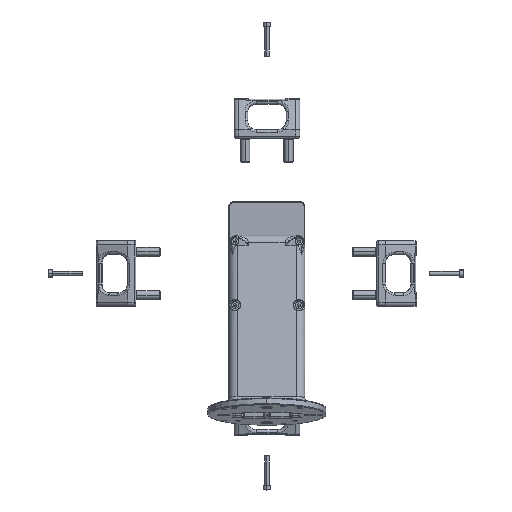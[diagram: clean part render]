
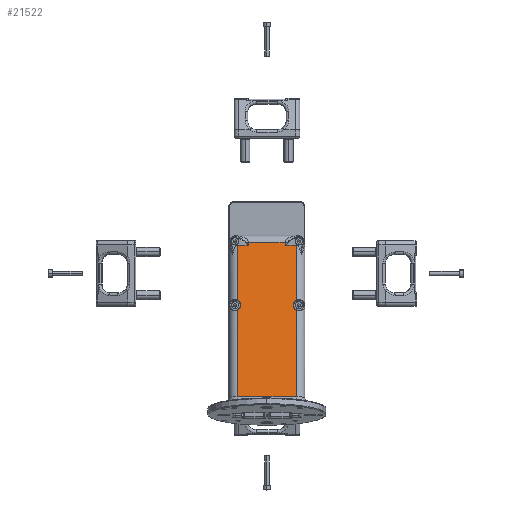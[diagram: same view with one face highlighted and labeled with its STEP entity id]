
A CAD part, top view. The second image highlights one B-rep face of the part: STEP entity #21522.
In plain terms, the highlighted planar face has unit normal (0, 0.174, 0.985).
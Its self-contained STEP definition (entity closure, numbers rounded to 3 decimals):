
#89 = ORIENTED_EDGE ( 'NONE', *, *, #29692, .T. ) ;
#543 = FACE_OUTER_BOUND ( 'NONE', #3301, .T. ) ;
#662 = VERTEX_POINT ( 'NONE', #11967 ) ;
#766 = ORIENTED_EDGE ( 'NONE', *, *, #23498, .T. ) ;
#826 = B_SPLINE_CURVE_WITH_KNOTS ( 'NONE', 3,
 ( #17231, #3367, #3849, #31427 ),
 .UNSPECIFIED., .F., .F.,
 ( 4, 4 ),
 ( 0., 0.001 ),
 .UNSPECIFIED. ) ;
#912 = VERTEX_POINT ( 'NONE', #15874 ) ;
#1434 = CARTESIAN_POINT ( 'NONE',  ( -34.14, -152.822, 71.03 ) ) ;
#1637 = VERTEX_POINT ( 'NONE', #32567 ) ;
#1906 = EDGE_CURVE ( 'NONE', #33542, #13007, #35504, .T. ) ;
#2200 = VERTEX_POINT ( 'NONE', #25096 ) ;
#2356 = DIRECTION ( 'NONE',  ( 0., 0.985, -0.174 ) ) ;
#3281 = CARTESIAN_POINT ( 'NONE',  ( 21.749, 32.797, 38.3 ) ) ;
#3301 = EDGE_LOOP ( 'NONE', ( #12900, #766, #29548, #34492, #12436, #17192, #3691, #5205, #5837, #6909, #89, #9370, #9320, #19468 ) ) ;
#3367 = CARTESIAN_POINT ( 'NONE',  ( -21.363, 32.828, 38.295 ) ) ;
#3533 = CARTESIAN_POINT ( 'NONE',  ( 21.362, 32.828, 38.295 ) ) ;
#3691 = ORIENTED_EDGE ( 'NONE', *, *, #27809, .T. ) ;
#3849 = CARTESIAN_POINT ( 'NONE',  ( -21.556, 32.797, 38.3 ) ) ;
#3861 = VECTOR ( 'NONE', #32541, 1000. ) ;
#5193 = CARTESIAN_POINT ( 'NONE',  ( -21.012, 35.876, 37.757 ) ) ;
#5205 = ORIENTED_EDGE ( 'NONE', *, *, #29886, .T. ) ;
#5342 = LINE ( 'NONE', #10833, #25700 ) ;
#5837 = ORIENTED_EDGE ( 'NONE', *, *, #16756, .T. ) ;
#6393 = VERTEX_POINT ( 'NONE', #21456 ) ;
#6833 = DIRECTION ( 'NONE',  ( 0., -0.985, 0.174 ) ) ;
#6909 = ORIENTED_EDGE ( 'NONE', *, *, #16265, .T. ) ;
#6997 = CARTESIAN_POINT ( 'NONE',  ( 21.178, 32.884, 38.285 ) ) ;
#7086 = CARTESIAN_POINT ( 'NONE',  ( 0., 7.539, 42.754 ) ) ;
#7112 = VECTOR ( 'NONE', #33935, 1000. ) ;
#7450 = VERTEX_POINT ( 'NONE', #33180 ) ;
#7646 = CARTESIAN_POINT ( 'NONE',  ( -21.178, 32.884, 38.285 ) ) ;
#7710 = CARTESIAN_POINT ( 'NONE',  ( -34.14, -31.076, 49.563 ) ) ;
#8133 = CARTESIAN_POINT ( 'NONE',  ( 34.14, 34.14, 38.063 ) ) ;
#8844 = VECTOR ( 'NONE', #26336, 1000. ) ;
#9320 = ORIENTED_EDGE ( 'NONE', *, *, #16452, .T. ) ;
#9370 = ORIENTED_EDGE ( 'NONE', *, *, #21256, .T. ) ;
#9475 = DIRECTION ( 'NONE',  ( -1., 0., 0. ) ) ;
#9805 = CARTESIAN_POINT ( 'NONE',  ( 20.973, 34.875, 37.934 ) ) ;
#9896 = PLANE ( 'NONE',  #12408 ) ;
#10325 = CARTESIAN_POINT ( 'NONE',  ( 0., -142.973, 69.293 ) ) ;
#10364 = CARTESIAN_POINT ( 'NONE',  ( -34.14, -31.076, 49.563 ) ) ;
#10366 = B_SPLINE_CURVE_WITH_KNOTS ( 'NONE', 3,
 ( #3281, #31223, #3533, #20035 ),
 .UNSPECIFIED., .F., .F.,
 ( 4, 4 ),
 ( 0., 0.001 ),
 .UNSPECIFIED. ) ;
#10584 = LINE ( 'NONE', #21093, #8844 ) ;
#10833 = CARTESIAN_POINT ( 'NONE',  ( 34.14, 34.14, 38.063 ) ) ;
#11823 = LINE ( 'NONE', #13880, #13533 ) ;
#11967 = CARTESIAN_POINT ( 'NONE',  ( -34.14, -142.973, 69.293 ) ) ;
#12275 = CARTESIAN_POINT ( 'NONE',  ( -20.973, 34.875, 37.934 ) ) ;
#12408 = AXIS2_PLACEMENT_3D ( 'NONE', #7086, #34663, #6833 ) ;
#12436 = ORIENTED_EDGE ( 'NONE', *, *, #26077, .T. ) ;
#12449 = CARTESIAN_POINT ( 'NONE',  ( 28.564, -40.018, 51.139 ) ) ;
#12737 = CARTESIAN_POINT ( 'NONE',  ( -21.029, 33.875, 38.11 ) ) ;
#12900 = ORIENTED_EDGE ( 'NONE', *, *, #35053, .T. ) ;
#13007 = VERTEX_POINT ( 'NONE', #23225 ) ;
#13533 = VECTOR ( 'NONE', #27651, 1000. ) ;
#13880 = CARTESIAN_POINT ( 'NONE',  ( 0., 32.797, 38.3 ) ) ;
#14562 = VERTEX_POINT ( 'NONE', #7710 ) ;
#14968 = VECTOR ( 'NONE', #30146, 1000. ) ;
#15051 = CARTESIAN_POINT ( 'NONE',  ( 34.14, -31.076, 49.563 ) ) ;
#15874 = CARTESIAN_POINT ( 'NONE',  ( 21.012, 35.876, 37.757 ) ) ;
#16003 = EDGE_CURVE ( 'NONE', #14562, #7450, #20612, .T. ) ;
#16265 = EDGE_CURVE ( 'NONE', #20871, #30393, #25089, .T. ) ;
#16452 = EDGE_CURVE ( 'NONE', #2200, #14562, #10584, .T. ) ;
#16756 = EDGE_CURVE ( 'NONE', #912, #20871, #26126, .T. ) ;
#16973 = EDGE_CURVE ( 'NONE', #1637, #33542, #5342, .T. ) ;
#17188 = VERTEX_POINT ( 'NONE', #25562 ) ;
#17192 = ORIENTED_EDGE ( 'NONE', *, *, #30675, .T. ) ;
#17231 = CARTESIAN_POINT ( 'NONE',  ( -21.178, 32.884, 38.285 ) ) ;
#17869 = CARTESIAN_POINT ( 'NONE',  ( 0., 32.797, 38.3 ) ) ;
#19468 = ORIENTED_EDGE ( 'NONE', *, *, #16003, .T. ) ;
#20035 = CARTESIAN_POINT ( 'NONE',  ( 21.178, 32.884, 38.285 ) ) ;
#20373 = CARTESIAN_POINT ( 'NONE',  ( 28.564, -33.808, 50.044 ) ) ;
#20381 =( BOUNDED_CURVE ( )  B_SPLINE_CURVE ( 3, ( #6997, #26323, #9805, #20590 ),
 .UNSPECIFIED., .F., .F. ) 
 B_SPLINE_CURVE_WITH_KNOTS ( ( 4, 4 ),
 ( 4.563, 4.751 ),
 .UNSPECIFIED. ) 
 CURVE ( )  GEOMETRIC_REPRESENTATION_ITEM ( )  RATIONAL_B_SPLINE_CURVE ( ( 1., 0.997, 0.997, 1. ) ) 
 REPRESENTATION_ITEM ( '' )  );
#20590 = CARTESIAN_POINT ( 'NONE',  ( 21.012, 35.876, 37.757 ) ) ;
#20612 =( BOUNDED_CURVE ( )  B_SPLINE_CURVE ( 3, ( #10364, #32448, #34995, #34770 ),
 .UNSPECIFIED., .F., .F. ) 
 B_SPLINE_CURVE_WITH_KNOTS ( ( 4, 4 ),
 ( 0.456, 2.686 ),
 .UNSPECIFIED. ) 
 CURVE ( )  GEOMETRIC_REPRESENTATION_ITEM ( )  RATIONAL_B_SPLINE_CURVE ( ( 1., 0.627, 0.627, 1. ) ) 
 REPRESENTATION_ITEM ( '' )  );
#20871 = VERTEX_POINT ( 'NONE', #5193 ) ;
#21093 = CARTESIAN_POINT ( 'NONE',  ( -34.14, -152.822, 71.03 ) ) ;
#21256 = EDGE_CURVE ( 'NONE', #17188, #2200, #11823, .T. ) ;
#21456 = CARTESIAN_POINT ( 'NONE',  ( 34.14, 32.797, 38.3 ) ) ;
#21522 = ADVANCED_FACE ( 'NONE', ( #543 ), #9896, .T. ) ;
#23225 = CARTESIAN_POINT ( 'NONE',  ( 34.14, -31.076, 49.563 ) ) ;
#23498 = EDGE_CURVE ( 'NONE', #662, #1637, #25056, .T. ) ;
#25056 = LINE ( 'NONE', #10325, #3861 ) ;
#25089 =( BOUNDED_CURVE ( )  B_SPLINE_CURVE ( 3, ( #26037, #12275, #12737, #29058 ),
 .UNSPECIFIED., .F., .F. ) 
 B_SPLINE_CURVE_WITH_KNOTS ( ( 4, 4 ),
 ( 1.532, 1.72 ),
 .UNSPECIFIED. ) 
 CURVE ( )  GEOMETRIC_REPRESENTATION_ITEM ( )  RATIONAL_B_SPLINE_CURVE ( ( 1., 0.997, 0.997, 1. ) ) 
 REPRESENTATION_ITEM ( '' )  );
#25096 = CARTESIAN_POINT ( 'NONE',  ( -34.14, 32.797, 38.3 ) ) ;
#25365 = LINE ( 'NONE', #1434, #34870 ) ;
#25562 = CARTESIAN_POINT ( 'NONE',  ( -21.749, 32.797, 38.3 ) ) ;
#25700 = VECTOR ( 'NONE', #2356, 1000. ) ;
#25826 = CARTESIAN_POINT ( 'NONE',  ( -34.14, 35.876, 37.757 ) ) ;
#25960 = CARTESIAN_POINT ( 'NONE',  ( 34.14, -42.75, 51.621 ) ) ;
#26037 = CARTESIAN_POINT ( 'NONE',  ( -21.012, 35.876, 37.757 ) ) ;
#26077 = EDGE_CURVE ( 'NONE', #13007, #6393, #30586, .T. ) ;
#26126 = LINE ( 'NONE', #25826, #7112 ) ;
#26323 = CARTESIAN_POINT ( 'NONE',  ( 21.029, 33.875, 38.11 ) ) ;
#26336 = DIRECTION ( 'NONE',  ( 0., -0.985, 0.174 ) ) ;
#26662 = CARTESIAN_POINT ( 'NONE',  ( 21.749, 32.797, 38.3 ) ) ;
#27013 = VERTEX_POINT ( 'NONE', #26662 ) ;
#27651 = DIRECTION ( 'NONE',  ( -1., 0., 0. ) ) ;
#27809 = EDGE_CURVE ( 'NONE', #27013, #27850, #10366, .T. ) ;
#27850 = VERTEX_POINT ( 'NONE', #33753 ) ;
#28741 = CARTESIAN_POINT ( 'NONE',  ( 34.14, -42.75, 51.621 ) ) ;
#29058 = CARTESIAN_POINT ( 'NONE',  ( -21.178, 32.884, 38.285 ) ) ;
#29548 = ORIENTED_EDGE ( 'NONE', *, *, #16973, .T. ) ;
#29692 = EDGE_CURVE ( 'NONE', #30393, #17188, #826, .T. ) ;
#29886 = EDGE_CURVE ( 'NONE', #27850, #912, #20381, .T. ) ;
#30146 = DIRECTION ( 'NONE',  ( 0., 0.985, -0.174 ) ) ;
#30334 = LINE ( 'NONE', #17869, #32079 ) ;
#30393 = VERTEX_POINT ( 'NONE', #7646 ) ;
#30586 = LINE ( 'NONE', #8133, #14968 ) ;
#30675 = EDGE_CURVE ( 'NONE', #6393, #27013, #30334, .T. ) ;
#31223 = CARTESIAN_POINT ( 'NONE',  ( 21.555, 32.797, 38.3 ) ) ;
#31427 = CARTESIAN_POINT ( 'NONE',  ( -21.749, 32.797, 38.3 ) ) ;
#31886 = DIRECTION ( 'NONE',  ( 0., -0.985, 0.174 ) ) ;
#32079 = VECTOR ( 'NONE', #9475, 1000. ) ;
#32448 = CARTESIAN_POINT ( 'NONE',  ( -28.564, -33.808, 50.044 ) ) ;
#32541 = DIRECTION ( 'NONE',  ( 1., 0., 0. ) ) ;
#32567 = CARTESIAN_POINT ( 'NONE',  ( 34.14, -142.973, 69.293 ) ) ;
#33180 = CARTESIAN_POINT ( 'NONE',  ( -34.14, -42.75, 51.621 ) ) ;
#33542 = VERTEX_POINT ( 'NONE', #25960 ) ;
#33753 = CARTESIAN_POINT ( 'NONE',  ( 21.178, 32.884, 38.285 ) ) ;
#33935 = DIRECTION ( 'NONE',  ( -1., 0., 0. ) ) ;
#34492 = ORIENTED_EDGE ( 'NONE', *, *, #1906, .T. ) ;
#34663 = DIRECTION ( 'NONE',  ( 0., 0.174, 0.985 ) ) ;
#34770 = CARTESIAN_POINT ( 'NONE',  ( -34.14, -42.75, 51.621 ) ) ;
#34870 = VECTOR ( 'NONE', #31886, 1000. ) ;
#34995 = CARTESIAN_POINT ( 'NONE',  ( -28.564, -40.018, 51.139 ) ) ;
#35053 = EDGE_CURVE ( 'NONE', #7450, #662, #25365, .T. ) ;
#35504 =( BOUNDED_CURVE ( )  B_SPLINE_CURVE ( 3, ( #28741, #12449, #20373, #15051 ),
 .UNSPECIFIED., .F., .F. ) 
 B_SPLINE_CURVE_WITH_KNOTS ( ( 4, 4 ),
 ( 3.597, 5.828 ),
 .UNSPECIFIED. ) 
 CURVE ( )  GEOMETRIC_REPRESENTATION_ITEM ( )  RATIONAL_B_SPLINE_CURVE ( ( 1., 0.627, 0.627, 1. ) ) 
 REPRESENTATION_ITEM ( '' )  );
